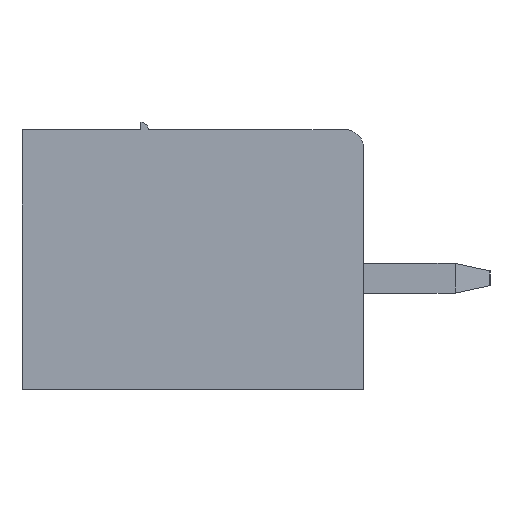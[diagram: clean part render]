
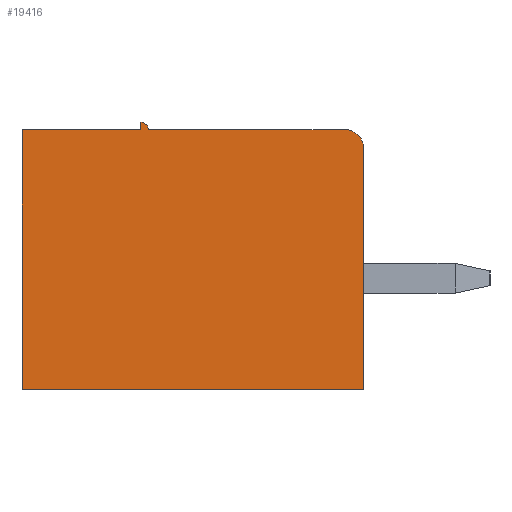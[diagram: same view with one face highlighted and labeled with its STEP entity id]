
A CAD part, left-side view. The second image highlights one B-rep face of the part: STEP entity #19416.
In plain terms, the highlighted planar face has unit normal (-1, 0, 0).
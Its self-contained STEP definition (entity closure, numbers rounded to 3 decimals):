
#1017 = FACE_OUTER_BOUND ( 'NONE', #40009, .T. ) ;
#1165 = CARTESIAN_POINT ( 'NONE',  ( 0., 6., 7. ) ) ;
#2847 = DIRECTION ( 'NONE',  ( 0., 0., -1. ) ) ;
#3378 = AXIS2_PLACEMENT_3D ( 'NONE', #1165, #19242, #4063 ) ;
#4063 = DIRECTION ( 'NONE',  ( 0., 0., 1. ) ) ;
#4831 = VERTEX_POINT ( 'NONE', #14244 ) ;
#5436 = EDGE_CURVE ( 'NONE', #39814, #37706, #18585, .T. ) ;
#5510 = EDGE_CURVE ( 'NONE', #39814, #37802, #22367, .T. ) ;
#7019 = VERTEX_POINT ( 'NONE', #11682 ) ;
#8013 = ORIENTED_EDGE ( 'NONE', *, *, #33736, .F. ) ;
#8520 = EDGE_CURVE ( 'NONE', #40466, #10490, #13484, .T. ) ;
#10074 = LINE ( 'NONE', #19614, #36582 ) ;
#10490 = VERTEX_POINT ( 'NONE', #36009 ) ;
#11599 = DIRECTION ( 'NONE',  ( 1., 0., 0. ) ) ;
#11682 = CARTESIAN_POINT ( 'NONE',  ( 0., 6., 7. ) ) ;
#11751 = ORIENTED_EDGE ( 'NONE', *, *, #5436, .F. ) ;
#13484 = CIRCLE ( 'NONE', #20067, 0.5 ) ;
#13568 = CARTESIAN_POINT ( 'NONE',  ( 0., 5.8, 7. ) ) ;
#14025 = AXIS2_PLACEMENT_3D ( 'NONE', #27608, #11599, #26785 ) ;
#14244 = CARTESIAN_POINT ( 'NONE',  ( 0., 6., 7.2 ) ) ;
#14403 = LINE ( 'NONE', #24317, #25648 ) ;
#15496 = EDGE_CURVE ( 'NONE', #37802, #40466, #31534, .T. ) ;
#15819 = ORIENTED_EDGE ( 'NONE', *, *, #21478, .T. ) ;
#16101 = CARTESIAN_POINT ( 'NONE',  ( 0., 9.2, 7. ) ) ;
#18585 = LINE ( 'NONE', #16101, #31010 ) ;
#19242 = DIRECTION ( 'NONE',  ( -1., 0., 0. ) ) ;
#19416 = ADVANCED_FACE ( 'NONE', ( #1017 ), #20946, .F. ) ;
#19614 = CARTESIAN_POINT ( 'NONE',  ( 0., 6., 7. ) ) ;
#20067 = AXIS2_PLACEMENT_3D ( 'NONE', #31353, #37734, #2847 ) ;
#20946 = PLANE ( 'NONE',  #14025 ) ;
#21209 = DIRECTION ( 'NONE',  ( 0., -1., 0. ) ) ;
#21478 = EDGE_CURVE ( 'NONE', #35636, #4831, #30634, .T. ) ;
#22367 = LINE ( 'NONE', #28609, #28354 ) ;
#22559 = DIRECTION ( 'NONE',  ( 0., 0., -1. ) ) ;
#24317 = CARTESIAN_POINT ( 'NONE',  ( 0., 9.2, 7. ) ) ;
#24505 = ORIENTED_EDGE ( 'NONE', *, *, #8520, .T. ) ;
#25648 = VECTOR ( 'NONE', #21209, 1000. ) ;
#25898 = CARTESIAN_POINT ( 'NONE',  ( 0., 9.2, 0. ) ) ;
#26785 = DIRECTION ( 'NONE',  ( 0., 0., -1. ) ) ;
#27542 = EDGE_CURVE ( 'NONE', #4831, #7019, #10074, .T. ) ;
#27608 = CARTESIAN_POINT ( 'NONE',  ( 0., 9.2, 7. ) ) ;
#27849 = ORIENTED_EDGE ( 'NONE', *, *, #15496, .T. ) ;
#28354 = VECTOR ( 'NONE', #29035, 1000. ) ;
#28609 = CARTESIAN_POINT ( 'NONE',  ( 0., 9.2, 0. ) ) ;
#28627 = CARTESIAN_POINT ( 'NONE',  ( 0., 0., 7. ) ) ;
#28818 = DIRECTION ( 'NONE',  ( 0., 0., 1. ) ) ;
#28839 = DIRECTION ( 'NONE',  ( 0., 0., 1. ) ) ;
#29021 = ORIENTED_EDGE ( 'NONE', *, *, #30284, .F. ) ;
#29035 = DIRECTION ( 'NONE',  ( 0., -1., 0. ) ) ;
#29423 = VECTOR ( 'NONE', #33781, 1000. ) ;
#29587 = ORIENTED_EDGE ( 'NONE', *, *, #27542, .T. ) ;
#30052 = CARTESIAN_POINT ( 'NONE',  ( 0., 9.2, 7. ) ) ;
#30284 = EDGE_CURVE ( 'NONE', #35636, #10490, #34375, .T. ) ;
#30634 = CIRCLE ( 'NONE', #3378, 0.2 ) ;
#31010 = VECTOR ( 'NONE', #28818, 1000. ) ;
#31091 = CARTESIAN_POINT ( 'NONE',  ( 0., 9.2, 7. ) ) ;
#31353 = CARTESIAN_POINT ( 'NONE',  ( 0., 0.5, 6.5 ) ) ;
#31534 = LINE ( 'NONE', #28627, #37708 ) ;
#33736 = EDGE_CURVE ( 'NONE', #37706, #7019, #14403, .T. ) ;
#33781 = DIRECTION ( 'NONE',  ( 0., -1., 0. ) ) ;
#34375 = LINE ( 'NONE', #31091, #29423 ) ;
#34576 = CARTESIAN_POINT ( 'NONE',  ( 0., 0., 0. ) ) ;
#35400 = ORIENTED_EDGE ( 'NONE', *, *, #5510, .T. ) ;
#35636 = VERTEX_POINT ( 'NONE', #13568 ) ;
#36009 = CARTESIAN_POINT ( 'NONE',  ( 0., 0.5, 7. ) ) ;
#36582 = VECTOR ( 'NONE', #22559, 1000. ) ;
#37706 = VERTEX_POINT ( 'NONE', #30052 ) ;
#37708 = VECTOR ( 'NONE', #28839, 1000. ) ;
#37734 = DIRECTION ( 'NONE',  ( -1., 0., 0. ) ) ;
#37802 = VERTEX_POINT ( 'NONE', #34576 ) ;
#38210 = CARTESIAN_POINT ( 'NONE',  ( 0., 0., 6.5 ) ) ;
#39814 = VERTEX_POINT ( 'NONE', #25898 ) ;
#40009 = EDGE_LOOP ( 'NONE', ( #27849, #24505, #29021, #15819, #29587, #8013, #11751, #35400 ) ) ;
#40466 = VERTEX_POINT ( 'NONE', #38210 ) ;
